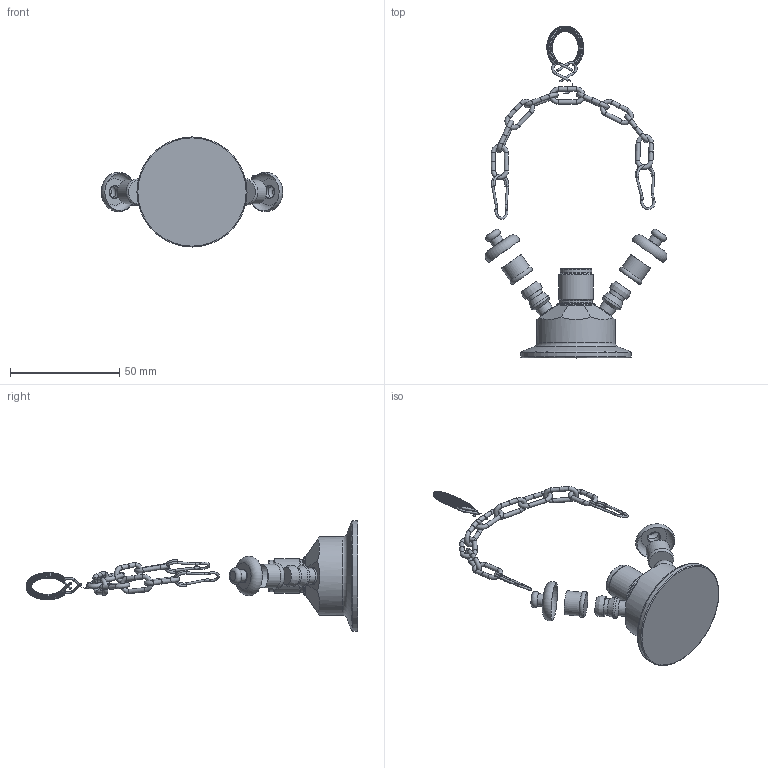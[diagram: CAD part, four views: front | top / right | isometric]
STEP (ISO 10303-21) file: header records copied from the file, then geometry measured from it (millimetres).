
FILE_DESCRIPTION(/* description */ (''),/* implementation_level */ '2;1');
FILE_NAME(/* name */ '400022.stp',/* time_stamp */ '2025-03-10T08:18:16+01:00',/* author */ ('mbs'),/* organization */ (''),/* preprocessor_version */ 'ST-DEVELOPER v20',/* originating_system */ 'Autodesk Inventor 2024',/* authorisation */ '');
FILE_SCHEMA (('AUTOMOTIVE_DESIGN { 1 0 10303 214 3 1 1 }'));
Products named in the file (1): 400022
Bounding box: 83.11 x 151.97 x 50.4 mm (x, y, z)
Volume: 37959.2 mm3; surface area: 13562.7 mm2
Topology: 87 solids, 87 shells, 279 faces, 695 edges, 429 vertices
Faces by surface type: bspline 110, plane 59, cylinder 55, torus 46, cone 9
Full cylindrical faces by diameter (mm): 0.5 x2, 2 x27, 2.003 x8, 5.6 x2, 7 x2, 7.5 x2, 10 x2, 11 x2, 14.5 x1, 15 x1, 16 x1, 17.6 x1, 36 x1, 50.4 x1
Entity records: 32199 total; most frequent: CARTESIAN_POINT 25467, ORIENTED_EDGE 1390, DIRECTION 1199, EDGE_CURVE 695, AXIS2_PLACEMENT_3D 550, VERTEX_POINT 429, CIRCLE 368, STYLED_ITEM 366
